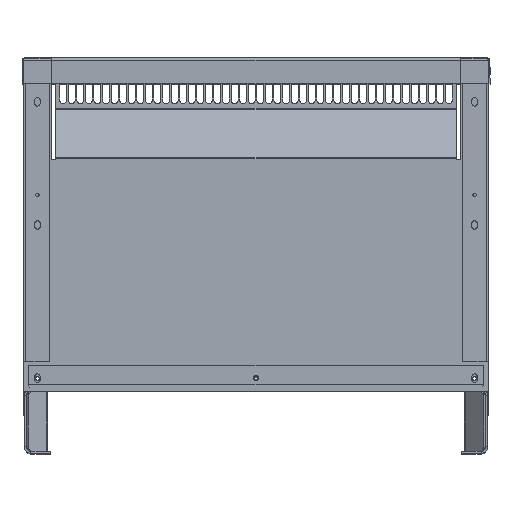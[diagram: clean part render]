
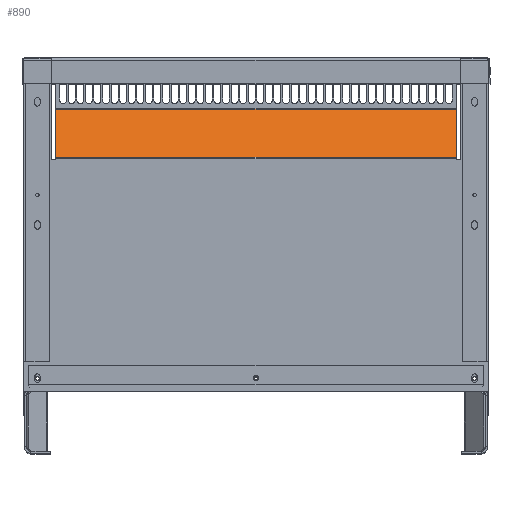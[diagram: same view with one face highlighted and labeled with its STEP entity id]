
A CAD part, top view. The second image highlights one B-rep face of the part: STEP entity #890.
In plain terms, the highlighted planar face has unit normal (0, 0.707, 0.707).
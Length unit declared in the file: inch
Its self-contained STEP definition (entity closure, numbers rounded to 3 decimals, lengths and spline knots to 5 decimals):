
#619 = VERTEX_POINT ( 'NONE', #29761 ) ;
#890 = ADVANCED_FACE ( 'NONE', ( #38420 ), #16576, .T. ) ;
#2937 = VERTEX_POINT ( 'NONE', #15616 ) ;
#3441 = VECTOR ( 'NONE', #40694, 39.37008 ) ;
#5363 = ORIENTED_EDGE ( 'NONE', *, *, #42219, .T. ) ;
#6826 = ORIENTED_EDGE ( 'NONE', *, *, #9752, .F. ) ;
#7857 = LINE ( 'NONE', #28360, #46041 ) ;
#8283 = LINE ( 'NONE', #45117, #41852 ) ;
#9752 = EDGE_CURVE ( 'NONE', #2937, #42553, #8283, .T. ) ;
#11722 = VERTEX_POINT ( 'NONE', #35336 ) ;
#11737 = VECTOR ( 'NONE', #43139, 39.37008 ) ;
#12106 = LINE ( 'NONE', #18480, #3441 ) ;
#14985 = AXIS2_PLACEMENT_3D ( 'NONE', #46076, #20325, #46229 ) ;
#15616 = CARTESIAN_POINT ( 'NONE',  ( -11.6875, 3.94782, -0.03948 ) ) ;
#16409 = ORIENTED_EDGE ( 'NONE', *, *, #25310, .F. ) ;
#16576 = PLANE ( 'NONE',  #14985 ) ;
#18022 = EDGE_CURVE ( 'NONE', #11722, #619, #7857, .T. ) ;
#18480 = CARTESIAN_POINT ( 'NONE',  ( 0., 6.74657, -2.83823 ) ) ;
#20325 = DIRECTION ( 'NONE',  ( 0., 0.707, 0.707 ) ) ;
#20563 = CARTESIAN_POINT ( 'NONE',  ( -11.6875, 6.74657, -2.83823 ) ) ;
#25310 = EDGE_CURVE ( 'NONE', #619, #2937, #40110, .T. ) ;
#28360 = CARTESIAN_POINT ( 'NONE',  ( 11.6875, 8.01553, -4.10719 ) ) ;
#29761 = CARTESIAN_POINT ( 'NONE',  ( 11.6875, 3.94782, -0.03948 ) ) ;
#30224 = DIRECTION ( 'NONE',  ( 0., 0.707, -0.707 ) ) ;
#35336 = CARTESIAN_POINT ( 'NONE',  ( 11.6875, 6.74657, -2.83823 ) ) ;
#35975 = DIRECTION ( 'NONE',  ( 0., -0.707, 0.707 ) ) ;
#38275 = ORIENTED_EDGE ( 'NONE', *, *, #18022, .F. ) ;
#38420 = FACE_OUTER_BOUND ( 'NONE', #42332, .T. ) ;
#39397 = CARTESIAN_POINT ( 'NONE',  ( 0., 3.94782, -0.03948 ) ) ;
#40110 = LINE ( 'NONE', #39397, #11737 ) ;
#40694 = DIRECTION ( 'NONE',  ( -1., 0., 0. ) ) ;
#41852 = VECTOR ( 'NONE', #30224, 39.37008 ) ;
#42219 = EDGE_CURVE ( 'NONE', #11722, #42553, #12106, .T. ) ;
#42332 = EDGE_LOOP ( 'NONE', ( #38275, #5363, #6826, #16409 ) ) ;
#42553 = VERTEX_POINT ( 'NONE', #20563 ) ;
#43139 = DIRECTION ( 'NONE',  ( -1., 0., 0. ) ) ;
#45117 = CARTESIAN_POINT ( 'NONE',  ( -11.6875, 8.01553, -4.10719 ) ) ;
#46041 = VECTOR ( 'NONE', #35975, 39.37008 ) ;
#46076 = CARTESIAN_POINT ( 'NONE',  ( 0., 1.16543, 2.7429 ) ) ;
#46229 = DIRECTION ( 'NONE',  ( 1., 0., 0. ) ) ;
